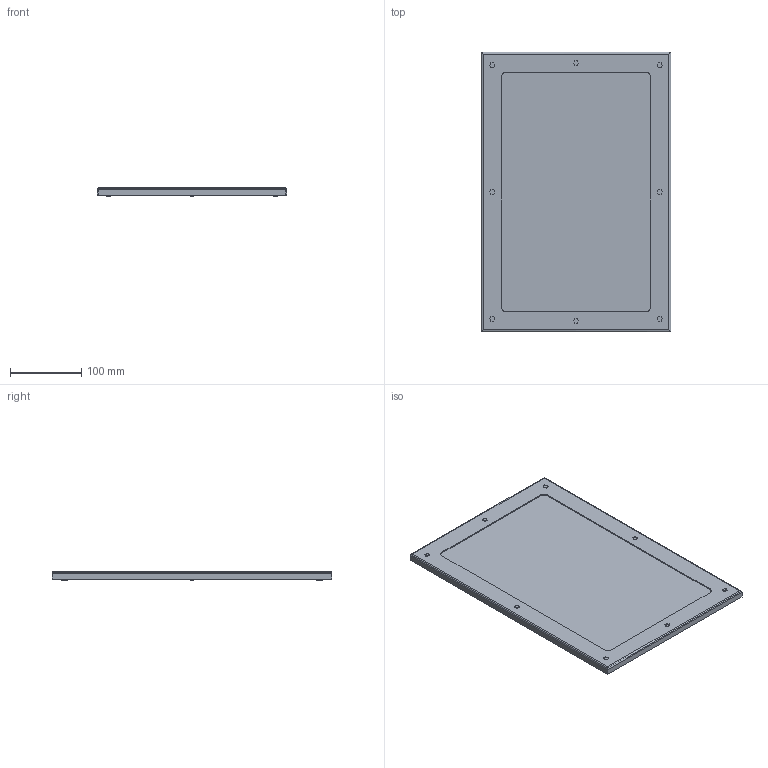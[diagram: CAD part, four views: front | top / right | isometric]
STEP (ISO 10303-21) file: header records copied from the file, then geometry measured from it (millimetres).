
FILE_DESCRIPTION (( 'STEP AP214' ), '1' );
FILE_NAME ('SCE-PWK138NF.STEP', '2023-08-11T17:13:25', ( '' ), ( '' ), 'SwSTEP 2.0', 'SolidWorks 2021', '' );
FILE_SCHEMA (( 'AUTOMOTIVE_DESIGN' ));
Length unit declared in the file: inch
Products named in the file (1): SCE-PWK138NF
Bounding box: 266.7 x 393.7 x 12.7 mm (x, y, z)
Volume: 672385.3 mm3; surface area: 308226.2 mm2
Topology: 10 solids, 10 shells, 185 faces, 425 edges, 277 vertices
Faces by surface type: plane 101, cylinder 68, cone 16
Full cylindrical faces by diameter (mm): 5.42 x8
Entity records: 5389 total; most frequent: DIRECTION 928, CARTESIAN_POINT 890, ORIENTED_EDGE 832, EDGE_CURVE 416, AXIS2_PLACEMENT_3D 330, VERTEX_POINT 276, LINE 268, VECTOR 268
